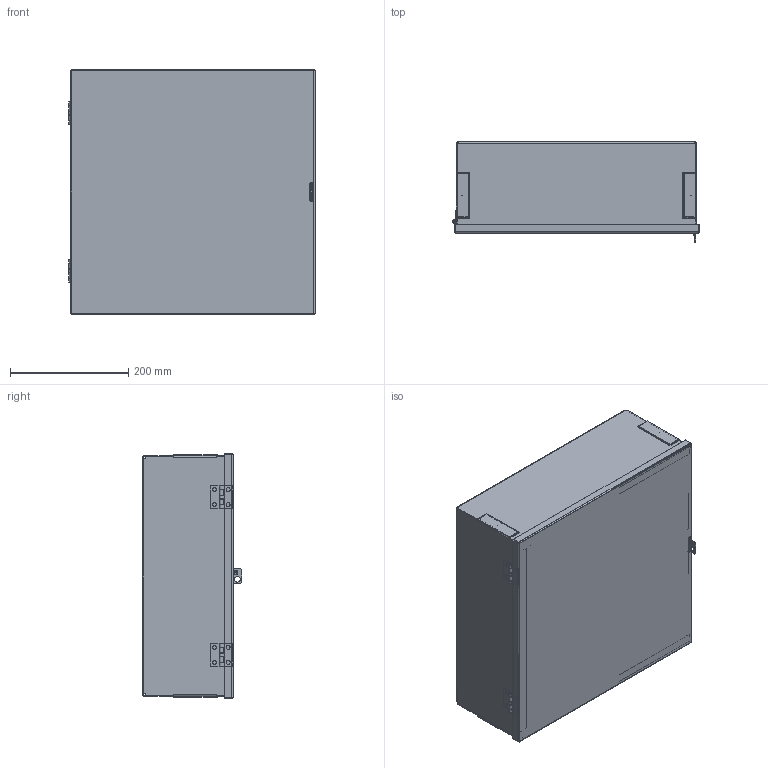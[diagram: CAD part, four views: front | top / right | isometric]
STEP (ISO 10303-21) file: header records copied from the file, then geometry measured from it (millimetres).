
FILE_DESCRIPTION( ( 'Unknown' ), '1' );
FILE_NAME( 'C161606.stp', 'Unknown', ( 'Unknown' ), ( 'Unknown' ), 'PSStep 16.0.42', 'Unknown', ' ' );
FILE_SCHEMA( ( 'AUTOMOTIVE_DESIGN { 1 0 10303 214 1 1 1 1 }' ) );
Length unit declared in the file: millimetre
Products named in the file (8): C1616_COUVERCLE_16ga; Penture C-02; C1616C_16ga; C161606_BOITIER_16ga; Penture C-01; PADLOCK C; C161606B_16ga; Assem1
Assembly tree (9 placements, depth 3):
  Assem1
    C1616_COUVERCLE_16ga
      Penture C-02  x2
      C1616C_16ga
    C161606_BOITIER_16ga
      Penture C-01  x2
      PADLOCK C
      C161606B_16ga
Bounding box: 417.13 x 168.88 x 414.22 mm (x, y, z)
Volume: 960746.8 mm3; surface area: 1270766.1 mm2
Topology: 7 solids, 7 shells, 477 faces, 1245 edges, 794 vertices
Faces by surface type: plane 305, cylinder 125, bspline 22, cone 14, extrusion 7, torus 4
Full cylindrical faces by diameter (mm): 0.346 x1, 0.787 x4, 3.175 x1, 3.302 x1, 3.658 x1, 4.293 x1, 6.02 x8, 6.35 x4, 6.706 x1, 9.525 x1
Entity records: 16511 total; most frequent: CARTESIAN_POINT 3161, ORIENTED_EDGE 2052, DIRECTION 1935, EDGE_CURVE 1026, VECTOR 749, LINE 742, VERTEX_POINT 662, AXIS2_PLACEMENT_3D 593
